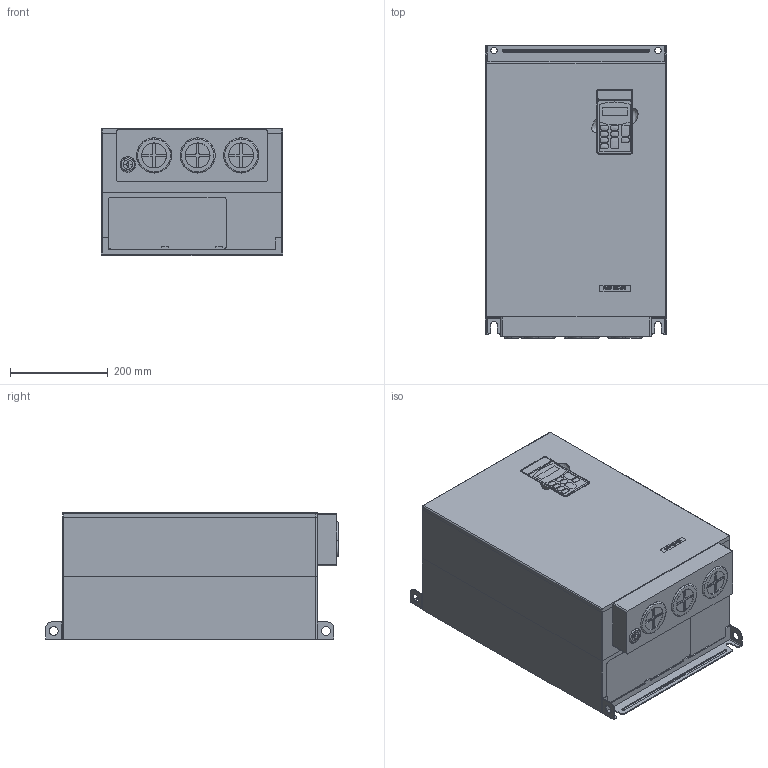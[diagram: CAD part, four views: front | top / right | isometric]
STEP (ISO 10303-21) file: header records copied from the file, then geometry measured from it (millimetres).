
FILE_DESCRIPTION (( 'STEP AP214' ), '1' );
FILE_NAME ('GS3-2050.step', '2014-07-21T20:32:17', ( '' ), ( '' ), 'SwSTEP 2.0', 'SolidWorks 2013', '' );
FILE_SCHEMA (( 'AUTOMOTIVE_DESIGN' ));
Length unit declared in the file: inch
Products named in the file (1): GS3-2050
Bounding box: 370.08 x 598.12 x 261.02 mm (x, y, z)
Volume: 50930277.7 mm3; surface area: 1178808.3 mm2
Topology: 3 solids, 7 shells, 873 faces, 2261 edges, 1462 vertices
Faces by surface type: plane 461, bspline 193, cylinder 189, torus 24, sphere 6
Entity records: 50989 total; most frequent: CARTESIAN_POINT 21280, ORIENTED_EDGE 4510, DIRECTION 3553, EDGE_CURVE 2255, VERTEX_POINT 1462, LINE 1415, VECTOR 1415, AXIS2_PLACEMENT_3D 1069
